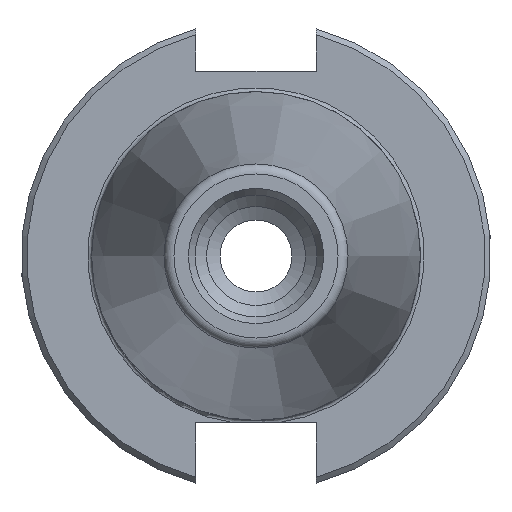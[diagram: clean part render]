
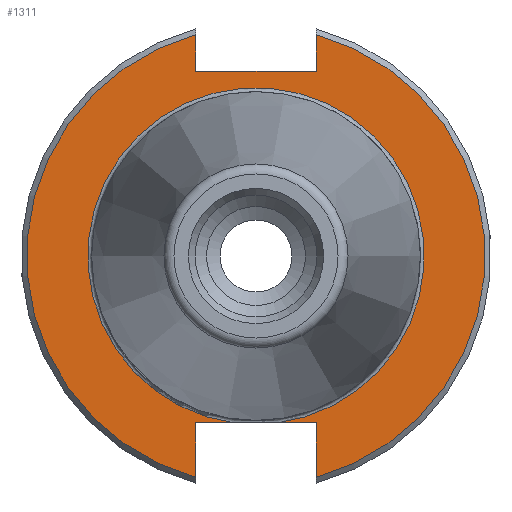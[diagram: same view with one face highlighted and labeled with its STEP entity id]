
A CAD part, left-side view. The second image highlights one B-rep face of the part: STEP entity #1311.
In plain terms, the highlighted planar face has unit normal (-1, 0, 0).
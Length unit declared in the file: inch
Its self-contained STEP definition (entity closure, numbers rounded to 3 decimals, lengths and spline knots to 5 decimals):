
#92=LINE('',#2107,#140);
#103=LINE('',#2226,#151);
#108=LINE('',#2244,#156);
#111=LINE('',#2265,#159);
#112=LINE('',#2266,#160);
#113=LINE('',#2268,#161);
#114=LINE('',#2270,#162);
#140=VECTOR('',#1666,0.3937);
#151=VECTOR('',#1767,0.3937);
#156=VECTOR('',#1786,0.3937);
#159=VECTOR('',#1801,0.3937);
#160=VECTOR('',#1802,0.3937);
#161=VECTOR('',#1803,0.3937);
#162=VECTOR('',#1806,0.3937);
#193=PLANE('',#1516);
#333=FACE_OUTER_BOUND('',#448,.T.);
#448=EDGE_LOOP('',(#1027,#1028,#1029,#1030,#1031,#1032,#1033,#1034,#1035,
#1036));
#568=CIRCLE('',#1473,0.895);
#592=CIRCLE('',#1515,1.22);
#593=CIRCLE('',#1517,1.22);
#653=VERTEX_POINT('',#2104);
#654=VERTEX_POINT('',#2106);
#664=VERTEX_POINT('',#2143);
#665=VERTEX_POINT('',#2144);
#689=VERTEX_POINT('',#2223);
#690=VERTEX_POINT('',#2225);
#695=VERTEX_POINT('',#2241);
#696=VERTEX_POINT('',#2243);
#702=VERTEX_POINT('',#2261);
#703=VERTEX_POINT('',#2267);
#780=EDGE_CURVE('',#654,#653,#92,.T.);
#792=EDGE_CURVE('',#664,#665,#568,.T.);
#820=EDGE_CURVE('',#690,#689,#103,.T.);
#829=EDGE_CURVE('',#696,#695,#108,.T.);
#837=EDGE_CURVE('',#702,#689,#592,.T.);
#838=EDGE_CURVE('',#664,#690,#111,.T.);
#839=EDGE_CURVE('',#702,#654,#112,.T.);
#840=EDGE_CURVE('',#653,#703,#113,.T.);
#841=EDGE_CURVE('',#696,#703,#593,.T.);
#842=EDGE_CURVE('',#695,#665,#114,.T.);
#1027=ORIENTED_EDGE('',*,*,#792,.F.);
#1028=ORIENTED_EDGE('',*,*,#838,.T.);
#1029=ORIENTED_EDGE('',*,*,#820,.T.);
#1030=ORIENTED_EDGE('',*,*,#837,.F.);
#1031=ORIENTED_EDGE('',*,*,#839,.T.);
#1032=ORIENTED_EDGE('',*,*,#780,.T.);
#1033=ORIENTED_EDGE('',*,*,#840,.T.);
#1034=ORIENTED_EDGE('',*,*,#841,.F.);
#1035=ORIENTED_EDGE('',*,*,#829,.T.);
#1036=ORIENTED_EDGE('',*,*,#842,.T.);
#1311=ADVANCED_FACE('',(#333),#193,.T.);
#1473=AXIS2_PLACEMENT_3D('',#2155,#1696,#1697);
#1515=AXIS2_PLACEMENT_3D('',#2263,#1797,#1798);
#1516=AXIS2_PLACEMENT_3D('',#2264,#1799,#1800);
#1517=AXIS2_PLACEMENT_3D('',#2269,#1804,#1805);
#1666=DIRECTION('',(0.,1.,0.));
#1696=DIRECTION('center_axis',(-1.,0.,0.));
#1697=DIRECTION('ref_axis',(0.,-1.,0.));
#1767=DIRECTION('',(0.,0.,-1.));
#1786=DIRECTION('',(0.,0.,1.));
#1797=DIRECTION('center_axis',(1.,0.,0.));
#1798=DIRECTION('ref_axis',(0.,-1.,0.));
#1799=DIRECTION('center_axis',(-1.,0.,0.));
#1800=DIRECTION('ref_axis',(0.,0.,1.));
#1801=DIRECTION('',(0.,-1.,0.));
#1802=DIRECTION('',(0.,0.,-1.));
#1803=DIRECTION('',(0.,0.,1.));
#1804=DIRECTION('center_axis',(1.,0.,0.));
#1805=DIRECTION('ref_axis',(0.,1.,0.));
#1806=DIRECTION('',(0.,-1.,0.));
#2104=CARTESIAN_POINT('',(0.125,0.32,0.983));
#2106=CARTESIAN_POINT('',(0.125,-0.32,0.983));
#2107=CARTESIAN_POINT('',(0.125,0.53125,0.983));
#2143=CARTESIAN_POINT('',(0.125,-0.11172,-0.888));
#2144=CARTESIAN_POINT('',(0.125,0.11172,-0.888));
#2155=CARTESIAN_POINT('Origin',(0.125,0.,0.));
#2223=CARTESIAN_POINT('',(0.125,-0.32,-1.17729));
#2225=CARTESIAN_POINT('',(0.125,-0.32,-0.888));
#2226=CARTESIAN_POINT('',(0.125,-0.32,-0.444));
#2241=CARTESIAN_POINT('',(0.125,0.32,-0.888));
#2243=CARTESIAN_POINT('',(0.125,0.32,-1.17729));
#2244=CARTESIAN_POINT('',(0.125,0.32,-0.444));
#2261=CARTESIAN_POINT('',(0.125,-0.32,1.17729));
#2263=CARTESIAN_POINT('Origin',(0.125,0.,0.));
#2264=CARTESIAN_POINT('Origin',(0.125,1.0625,0.));
#2265=CARTESIAN_POINT('',(0.125,0.53125,-0.888));
#2266=CARTESIAN_POINT('',(0.125,-0.32,0.4915));
#2267=CARTESIAN_POINT('',(0.125,0.32,1.17729));
#2268=CARTESIAN_POINT('',(0.125,0.32,0.4915));
#2269=CARTESIAN_POINT('Origin',(0.125,0.,0.));
#2270=CARTESIAN_POINT('',(0.125,0.53125,-0.888));
